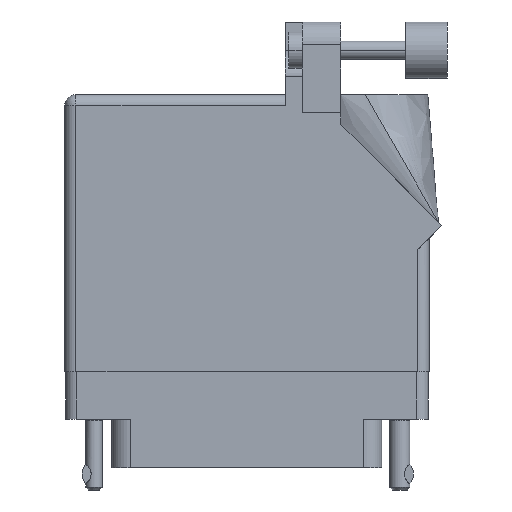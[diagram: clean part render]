
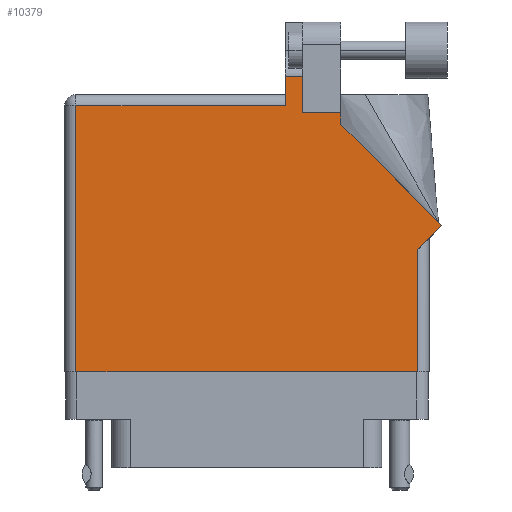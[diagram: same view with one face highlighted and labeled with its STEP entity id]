
A CAD part, front view. The second image highlights one B-rep face of the part: STEP entity #10379.
In plain terms, the highlighted face is planar.
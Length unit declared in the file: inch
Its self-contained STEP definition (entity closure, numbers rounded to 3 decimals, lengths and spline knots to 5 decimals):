
#873 = ORIENTED_EDGE ( 'NONE', *, *, #12416, .T. ) ;
#1187 = VECTOR ( 'NONE', #12476, 39.37008 ) ;
#1744 = EDGE_LOOP ( 'NONE', ( #34741, #7183, #9599, #37030, #26754, #29757, #873, #6092, #12436, #14211, #13415 ) ) ;
#2273 = VERTEX_POINT ( 'NONE', #9397 ) ;
#2525 = VERTEX_POINT ( 'NONE', #42231 ) ;
#2948 = VECTOR ( 'NONE', #20723, 39.37008 ) ;
#3037 = CARTESIAN_POINT ( 'NONE',  ( 1.524, 1.43, 0. ) ) ;
#3778 = CARTESIAN_POINT ( 'NONE',  ( 1.311, 1.43, 0. ) ) ;
#3902 = VERTEX_POINT ( 'NONE', #21074 ) ;
#4096 = CARTESIAN_POINT ( 'NONE',  ( 1.948, 0.675, 0. ) ) ;
#5014 = VERTEX_POINT ( 'NONE', #45461 ) ;
#5509 = VECTOR ( 'NONE', #48171, 39.37008 ) ;
#5898 = EDGE_CURVE ( 'NONE', #32264, #11469, #29902, .T. ) ;
#6092 = ORIENTED_EDGE ( 'NONE', *, *, #40172, .T. ) ;
#6346 = DIRECTION ( 'NONE',  ( -1., 0., 0. ) ) ;
#7183 = ORIENTED_EDGE ( 'NONE', *, *, #20305, .T. ) ;
#7730 = VERTEX_POINT ( 'NONE', #25386 ) ;
#8195 = EDGE_CURVE ( 'NONE', #38157, #5014, #18648, .T. ) ;
#8551 = CARTESIAN_POINT ( 'NONE',  ( 0., 0., 0. ) ) ;
#9127 = CARTESIAN_POINT ( 'NONE',  ( 1.948, 0.737, 0. ) ) ;
#9210 = CARTESIAN_POINT ( 'NONE',  ( 0., 1.468, 0. ) ) ;
#9397 = CARTESIAN_POINT ( 'NONE',  ( 1.948, 0., 0. ) ) ;
#9599 = ORIENTED_EDGE ( 'NONE', *, *, #24524, .T. ) ;
#10261 = LINE ( 'NONE', #17321, #24904 ) ;
#10379 = ADVANCED_FACE ( 'NONE', ( #31934 ), #44333, .F. ) ;
#10599 = CARTESIAN_POINT ( 'NONE',  ( 2.08071, 0.80771, 0. ) ) ;
#10969 = LINE ( 'NONE', #9127, #29702 ) ;
#11358 = DIRECTION ( 'NONE',  ( 0., -1., 0. ) ) ;
#11469 = VERTEX_POINT ( 'NONE', #3778 ) ;
#12416 = EDGE_CURVE ( 'NONE', #2273, #39535, #10969, .T. ) ;
#12436 = ORIENTED_EDGE ( 'NONE', *, *, #8195, .T. ) ;
#12476 = DIRECTION ( 'NONE',  ( -1., 0., 0. ) ) ;
#13415 = ORIENTED_EDGE ( 'NONE', *, *, #5898, .T. ) ;
#13656 = CARTESIAN_POINT ( 'NONE',  ( 0.062, 0., 0. ) ) ;
#14211 = ORIENTED_EDGE ( 'NONE', *, *, #16712, .T. ) ;
#16712 = EDGE_CURVE ( 'NONE', #5014, #32264, #48122, .T. ) ;
#17321 = CARTESIAN_POINT ( 'NONE',  ( 1.64177, 1.6315, 0. ) ) ;
#17401 = LINE ( 'NONE', #8551, #46058 ) ;
#18362 = CARTESIAN_POINT ( 'NONE',  ( 0.062, 0., 0. ) ) ;
#18648 = LINE ( 'NONE', #10599, #47335 ) ;
#19912 = DIRECTION ( 'NONE',  ( 0., 1., 0. ) ) ;
#20305 = EDGE_CURVE ( 'NONE', #2525, #25064, #10261, .T. ) ;
#20723 = DIRECTION ( 'NONE',  ( -1., 0., 0. ) ) ;
#21074 = CARTESIAN_POINT ( 'NONE',  ( 0.062, 1.468, 0. ) ) ;
#21115 = LINE ( 'NONE', #9210, #1187 ) ;
#21144 = EDGE_CURVE ( 'NONE', #3902, #31223, #38850, .T. ) ;
#23651 = LINE ( 'NONE', #27048, #35247 ) ;
#24524 = EDGE_CURVE ( 'NONE', #25064, #7730, #36206, .T. ) ;
#24904 = VECTOR ( 'NONE', #6346, 39.37008 ) ;
#25064 = VERTEX_POINT ( 'NONE', #26748 ) ;
#25386 = CARTESIAN_POINT ( 'NONE',  ( 1.217, 1.468, 0. ) ) ;
#25450 = AXIS2_PLACEMENT_3D ( 'NONE', #29146, #29641, #40577 ) ;
#25638 = DIRECTION ( 'NONE',  ( -0.707, 0.707, 0. ) ) ;
#26748 = CARTESIAN_POINT ( 'NONE',  ( 1.217, 1.6315, 0. ) ) ;
#26754 = ORIENTED_EDGE ( 'NONE', *, *, #21144, .T. ) ;
#27048 = CARTESIAN_POINT ( 'NONE',  ( 1.311, 1.43, 0. ) ) ;
#27744 = EDGE_CURVE ( 'NONE', #7730, #3902, #21115, .T. ) ;
#29146 = CARTESIAN_POINT ( 'NONE',  ( 0., 1.53, 0. ) ) ;
#29409 = CARTESIAN_POINT ( 'NONE',  ( 2.01, 0.737, 0. ) ) ;
#29601 = EDGE_CURVE ( 'NONE', #31223, #2273, #17401, .T. ) ;
#29641 = DIRECTION ( 'NONE',  ( 0., 0., -1. ) ) ;
#29702 = VECTOR ( 'NONE', #19912, 39.37008 ) ;
#29757 = ORIENTED_EDGE ( 'NONE', *, *, #29601, .T. ) ;
#29902 = LINE ( 'NONE', #43400, #2948 ) ;
#31223 = VERTEX_POINT ( 'NONE', #18362 ) ;
#31934 = FACE_OUTER_BOUND ( 'NONE', #1744, .T. ) ;
#32264 = VERTEX_POINT ( 'NONE', #3037 ) ;
#33907 = DIRECTION ( 'NONE',  ( 0., 1., 0. ) ) ;
#34145 = VECTOR ( 'NONE', #38794, 39.37008 ) ;
#34741 = ORIENTED_EDGE ( 'NONE', *, *, #40963, .T. ) ;
#34995 = DIRECTION ( 'NONE',  ( 1., 0., 0. ) ) ;
#35059 = VECTOR ( 'NONE', #11358, 39.37008 ) ;
#35247 = VECTOR ( 'NONE', #33907, 39.37008 ) ;
#35502 = DIRECTION ( 'NONE',  ( 0., 1., 0. ) ) ;
#35652 = CARTESIAN_POINT ( 'NONE',  ( 1.524, 1.36442, 0. ) ) ;
#36206 = LINE ( 'NONE', #45028, #35059 ) ;
#36233 = CARTESIAN_POINT ( 'NONE',  ( 2.08071, 0.80771, 0. ) ) ;
#37030 = ORIENTED_EDGE ( 'NONE', *, *, #27744, .T. ) ;
#38132 = VECTOR ( 'NONE', #35502, 39.37008 ) ;
#38157 = VERTEX_POINT ( 'NONE', #36233 ) ;
#38794 = DIRECTION ( 'NONE',  ( 0.707, 0.707, 0. ) ) ;
#38850 = LINE ( 'NONE', #13656, #5509 ) ;
#39535 = VERTEX_POINT ( 'NONE', #4096 ) ;
#40172 = EDGE_CURVE ( 'NONE', #39535, #38157, #47633, .T. ) ;
#40577 = DIRECTION ( 'NONE',  ( -1., 0., 0. ) ) ;
#40963 = EDGE_CURVE ( 'NONE', #11469, #2525, #23651, .T. ) ;
#42231 = CARTESIAN_POINT ( 'NONE',  ( 1.311, 1.6315, 0. ) ) ;
#43400 = CARTESIAN_POINT ( 'NONE',  ( 1.524, 1.43, 0. ) ) ;
#44333 = PLANE ( 'NONE',  #25450 ) ;
#45028 = CARTESIAN_POINT ( 'NONE',  ( 1.217, 1.53, 0. ) ) ;
#45461 = CARTESIAN_POINT ( 'NONE',  ( 1.524, 1.36442, 0. ) ) ;
#46058 = VECTOR ( 'NONE', #34995, 39.37008 ) ;
#47335 = VECTOR ( 'NONE', #25638, 39.37008 ) ;
#47633 = LINE ( 'NONE', #29409, #34145 ) ;
#48122 = LINE ( 'NONE', #35652, #38132 ) ;
#48171 = DIRECTION ( 'NONE',  ( 0., -1., 0. ) ) ;
